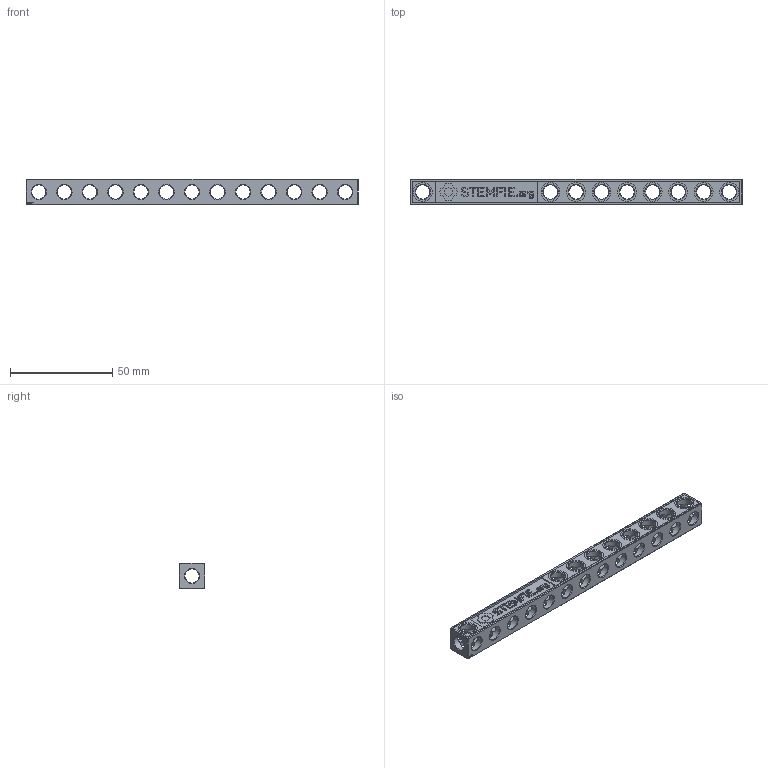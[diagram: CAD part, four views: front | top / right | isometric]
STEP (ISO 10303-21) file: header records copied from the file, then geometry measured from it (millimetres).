
FILE_DESCRIPTION(('FreeCAD Model'),'2;1');
FILE_NAME('Open CASCADE Shape Model','2023-11-10T18:41:52',(''),(''), 'Open CASCADE STEP processor 7.6','FreeCAD','Unknown');
FILE_SCHEMA(('AUTOMOTIVE_DESIGN { 1 0 10303 214 1 1 1 1 }'));
Products named in the file (1): Sign URL BEM STR ESS BU13x01x01 - SPN-SGN-0019 (stemfie.org)
Bounding box: 162.5 x 12.5 x 12.5 mm (x, y, z)
Volume: 12626.7 mm3; surface area: 11852.8 mm2
Topology: 1 solids, 1 shells, 811 faces, 2405 edges, 1604 vertices
Faces by surface type: plane 556, extrusion 130, cylinder 75, cone 50
Full cylindrical faces by diameter (mm): 7 x66, 9.2 x9
Entity records: 62622 total; most frequent: CARTESIAN_POINT 16111, DIRECTION 7985, VECTOR 5773, LINE 5643, ORIENTED_EDGE 4810, PCURVE 4810, DEFINITIONAL_REPRESENTATION 4810, EDGE_CURVE 2405
